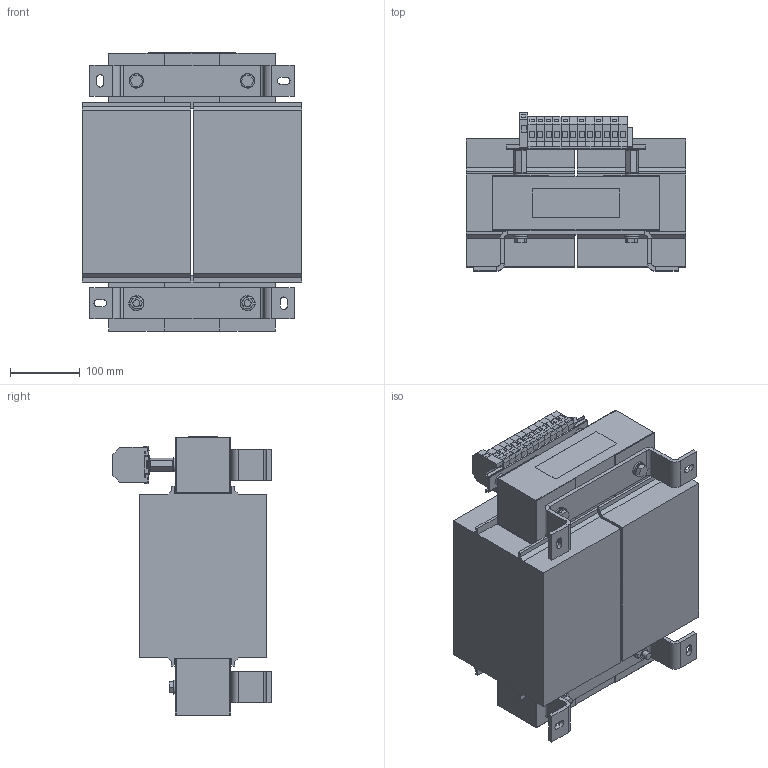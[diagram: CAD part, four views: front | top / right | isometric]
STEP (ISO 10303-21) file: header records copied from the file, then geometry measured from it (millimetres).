
FILE_DESCRIPTION (( 'STEP AP214' ), '1' );
FILE_NAME ('306099.STEP', '2023-08-22T12:48:38', ( '' ), ( '' ), 'SwSTEP 2.0', 'SolidWorks 2018', '' );
FILE_SCHEMA (( 'AUTOMOTIVE_DESIGN' ));
Length unit declared in the file: millimetre
Products named in the file (1): 306099
Bounding box: 316 x 227.8 x 400.05 mm (x, y, z)
Volume: 17302542.2 mm3; surface area: 700226.8 mm2
Topology: 1 solids, 1 shells, 877 faces, 2067 edges, 1274 vertices
Faces by surface type: plane 725, cylinder 132, cone 16, torus 4
Entity records: 24691 total; most frequent: CARTESIAN_POINT 4427, ORIENTED_EDGE 4134, DIRECTION 4075, EDGE_CURVE 2067, VECTOR 1735, LINE 1735, VERTEX_POINT 1274, AXIS2_PLACEMENT_3D 1170
